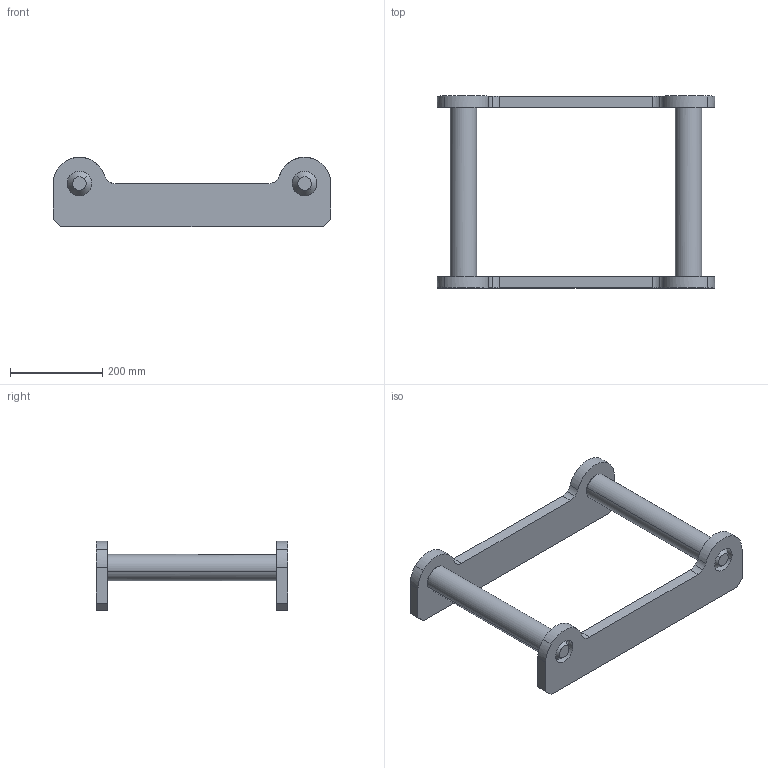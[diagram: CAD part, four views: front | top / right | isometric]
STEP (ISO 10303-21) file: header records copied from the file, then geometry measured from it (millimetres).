
FILE_DESCRIPTION(('FreeCAD Model'),'2;1');
FILE_NAME('Open CASCADE Shape Model','2025-05-02T02:31:35',('FreeCAD'),( 'FreeCAD'),'Open CASCADE STEP processor 7.6','FreeCAD','Unknown');
FILE_SCHEMA(('AUTOMOTIVE_DESIGN { 1 0 10303 214 1 1 1 1 }'));
Length unit declared in the file: millimetre
Products named in the file (1): Open CASCADE STEP translator 7.6 1
Bounding box: 601.56 x 415.93 x 150.28 mm (x, y, z)
Volume: 5042610 mm3; surface area: 487091.1 mm2
Topology: 4 solids, 4 shells, 68 faces, 164 edges, 108 vertices
Faces by surface type: bspline 68
Entity records: 2036 total; most frequent: CARTESIAN_POINT 1081, ORIENTED_EDGE 328, EDGE_CURVE 164, VERTEX_POINT 108, FACE_BOUND 80, EDGE_LOOP 80, B_SPLINE_CURVE_WITH_KNOTS 80, ADVANCED_FACE 68
